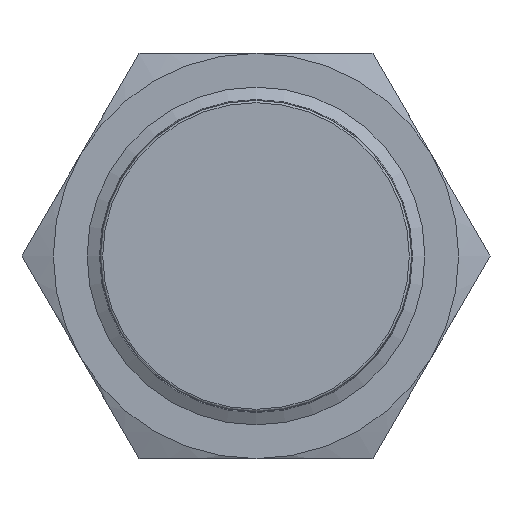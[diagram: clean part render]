
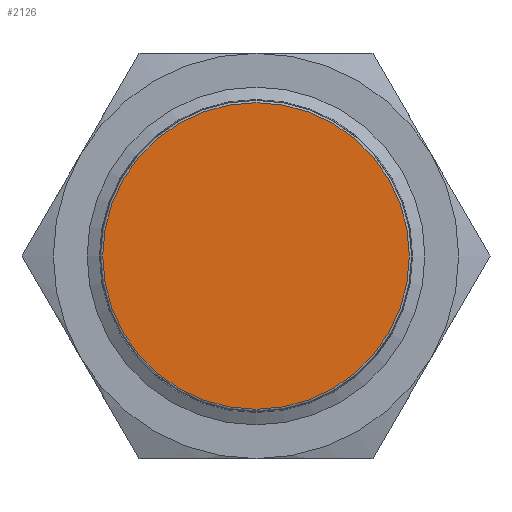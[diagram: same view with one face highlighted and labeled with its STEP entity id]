
A CAD part, left-side view. The second image highlights one B-rep face of the part: STEP entity #2126.
In plain terms, the highlighted planar face has unit normal (-1, 0, 0).
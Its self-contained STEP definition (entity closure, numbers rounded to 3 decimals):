
#199=CIRCLE('',#2299,13.618);
#575=ORIENTED_EDGE('',*,*,#769,.F.);
#769=EDGE_CURVE('',#899,#899,#199,.T.);
#899=VERTEX_POINT('',#3284);
#1164=EDGE_LOOP('',(#575));
#1298=FACE_BOUND('',#1164,.T.);
#1342=PLANE('',#2298);
#2126=ADVANCED_FACE('',(#1298),#1342,.F.);
#2298=AXIS2_PLACEMENT_3D('',#3282,#2701,#2702);
#2299=AXIS2_PLACEMENT_3D('',#3283,#2703,#2704);
#2701=DIRECTION('',(1.,0.,0.));
#2702=DIRECTION('',(0.,0.,-1.));
#2703=DIRECTION('',(1.,0.,0.));
#2704=DIRECTION('',(0.,0.,-1.));
#3282=CARTESIAN_POINT('',(0.,0.,0.));
#3283=CARTESIAN_POINT('',(0.,0.,0.));
#3284=CARTESIAN_POINT('',(0.,0.,-13.618));
